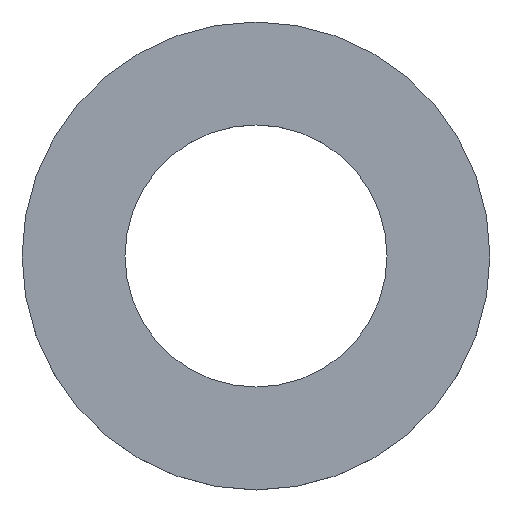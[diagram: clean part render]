
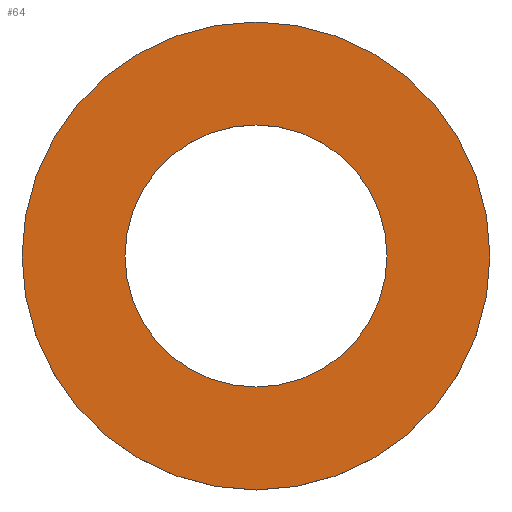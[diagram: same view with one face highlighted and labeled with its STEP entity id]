
A CAD part, top view. The second image highlights one B-rep face of the part: STEP entity #64.
In plain terms, the highlighted planar face has unit normal (0, 0, 1).
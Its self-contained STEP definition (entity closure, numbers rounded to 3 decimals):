
#16=FACE_BOUND('',#28,.T.);
#18=PLANE('',#74);
#22=FACE_OUTER_BOUND('',#27,.T.);
#27=EDGE_LOOP('',(#57));
#28=EDGE_LOOP('',(#58));
#34=CIRCLE('',#69,6.);
#36=CIRCLE('',#72,10.712);
#38=VERTEX_POINT('',#99);
#40=VERTEX_POINT('',#105);
#43=EDGE_CURVE('',#38,#38,#34,.T.);
#46=EDGE_CURVE('',#40,#40,#36,.T.);
#57=ORIENTED_EDGE('',*,*,#46,.T.);
#58=ORIENTED_EDGE('',*,*,#43,.F.);
#64=ADVANCED_FACE('',(#22,#16),#18,.T.);
#69=AXIS2_PLACEMENT_3D('',#101,#82,#83);
#72=AXIS2_PLACEMENT_3D('',#107,#89,#90);
#74=AXIS2_PLACEMENT_3D('',#109,#93,#94);
#82=DIRECTION('center_axis',(0.,0.,1.));
#83=DIRECTION('ref_axis',(0.,-1.,0.));
#89=DIRECTION('center_axis',(0.,0.,1.));
#90=DIRECTION('ref_axis',(0.,-1.,0.));
#93=DIRECTION('center_axis',(0.,0.,1.));
#94=DIRECTION('ref_axis',(0.,-1.,0.));
#99=CARTESIAN_POINT('',(44.935,-529.005,93.095));
#101=CARTESIAN_POINT('Origin',(44.935,-535.005,93.095));
#105=CARTESIAN_POINT('',(44.935,-524.294,93.095));
#107=CARTESIAN_POINT('Origin',(44.935,-535.005,93.095));
#109=CARTESIAN_POINT('Origin',(44.935,-528.405,93.095));
